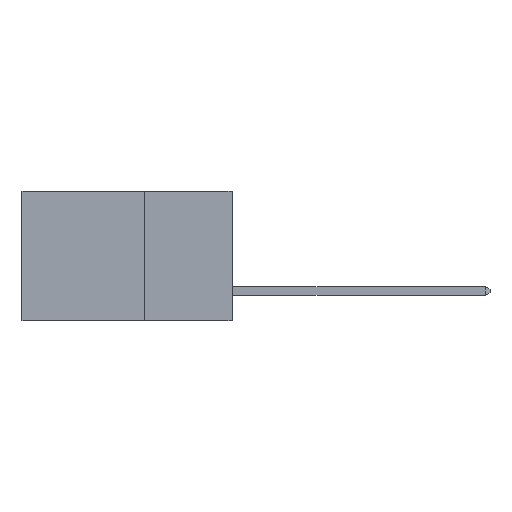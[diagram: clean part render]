
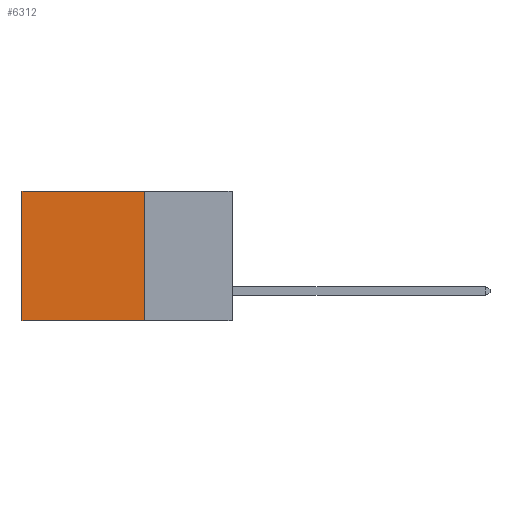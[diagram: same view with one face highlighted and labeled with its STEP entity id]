
A CAD part, left-side view. The second image highlights one B-rep face of the part: STEP entity #6312.
In plain terms, the highlighted planar face has unit normal (-1, 0, 0).
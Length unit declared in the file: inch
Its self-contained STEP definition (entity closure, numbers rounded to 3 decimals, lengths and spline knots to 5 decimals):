
#361 = EDGE_CURVE ( 'NONE', #27639, #21377, #10555, .T. ) ;
#1018 = EDGE_CURVE ( 'NONE', #12633, #15815, #26689, .T. ) ;
#1421 = EDGE_CURVE ( 'NONE', #12633, #27639, #23913, .T. ) ;
#2257 = ORIENTED_EDGE ( 'NONE', *, *, #361, .T. ) ;
#2658 = DIRECTION ( 'NONE',  ( 0., 0., -1. ) ) ;
#2813 = LINE ( 'NONE', #6864, #25343 ) ;
#4175 = EDGE_LOOP ( 'NONE', ( #2257, #11135, #7078, #20002 ) ) ;
#4913 = CARTESIAN_POINT ( 'NONE',  ( 0.2875, 0.25, 0. ) ) ;
#5120 = CARTESIAN_POINT ( 'NONE',  ( 0.2875, 0.25, -0.37 ) ) ;
#6312 = ADVANCED_FACE ( 'NONE', ( #12691 ), #21403, .F. ) ;
#6864 = CARTESIAN_POINT ( 'NONE',  ( 0.2875, 0.25, -0.37 ) ) ;
#7078 = ORIENTED_EDGE ( 'NONE', *, *, #1018, .F. ) ;
#7924 = DIRECTION ( 'NONE',  ( 1., 0., 0. ) ) ;
#8741 = VECTOR ( 'NONE', #2658, 39.37008 ) ;
#10555 = LINE ( 'NONE', #15978, #21802 ) ;
#11116 = CARTESIAN_POINT ( 'NONE',  ( 0.2875, 0.25, 0. ) ) ;
#11135 = ORIENTED_EDGE ( 'NONE', *, *, #13508, .F. ) ;
#12633 = VERTEX_POINT ( 'NONE', #24143 ) ;
#12691 = FACE_OUTER_BOUND ( 'NONE', #4175, .T. ) ;
#13410 = DIRECTION ( 'NONE',  ( 0., 1., 0. ) ) ;
#13508 = EDGE_CURVE ( 'NONE', #15815, #21377, #2813, .T. ) ;
#13696 = CARTESIAN_POINT ( 'NONE',  ( 0.2875, 0.6, 0. ) ) ;
#14311 = AXIS2_PLACEMENT_3D ( 'NONE', #16876, #7924, #23674 ) ;
#14944 = CARTESIAN_POINT ( 'NONE',  ( 0.2875, 0.6, -0.37 ) ) ;
#15815 = VERTEX_POINT ( 'NONE', #5120 ) ;
#15978 = CARTESIAN_POINT ( 'NONE',  ( 0.2875, 0.6, 0. ) ) ;
#16876 = CARTESIAN_POINT ( 'NONE',  ( 0.2875, 0.25, 0. ) ) ;
#20002 = ORIENTED_EDGE ( 'NONE', *, *, #1421, .T. ) ;
#21377 = VERTEX_POINT ( 'NONE', #14944 ) ;
#21403 = PLANE ( 'NONE',  #14311 ) ;
#21802 = VECTOR ( 'NONE', #25022, 39.37008 ) ;
#22494 = VECTOR ( 'NONE', #13410, 39.37008 ) ;
#23674 = DIRECTION ( 'NONE',  ( 0., 0., -1. ) ) ;
#23913 = LINE ( 'NONE', #11116, #22494 ) ;
#24143 = CARTESIAN_POINT ( 'NONE',  ( 0.2875, 0.25, 0. ) ) ;
#24897 = DIRECTION ( 'NONE',  ( 0., 1., 0. ) ) ;
#25022 = DIRECTION ( 'NONE',  ( 0., 0., -1. ) ) ;
#25343 = VECTOR ( 'NONE', #24897, 39.37008 ) ;
#26689 = LINE ( 'NONE', #4913, #8741 ) ;
#27639 = VERTEX_POINT ( 'NONE', #13696 ) ;
